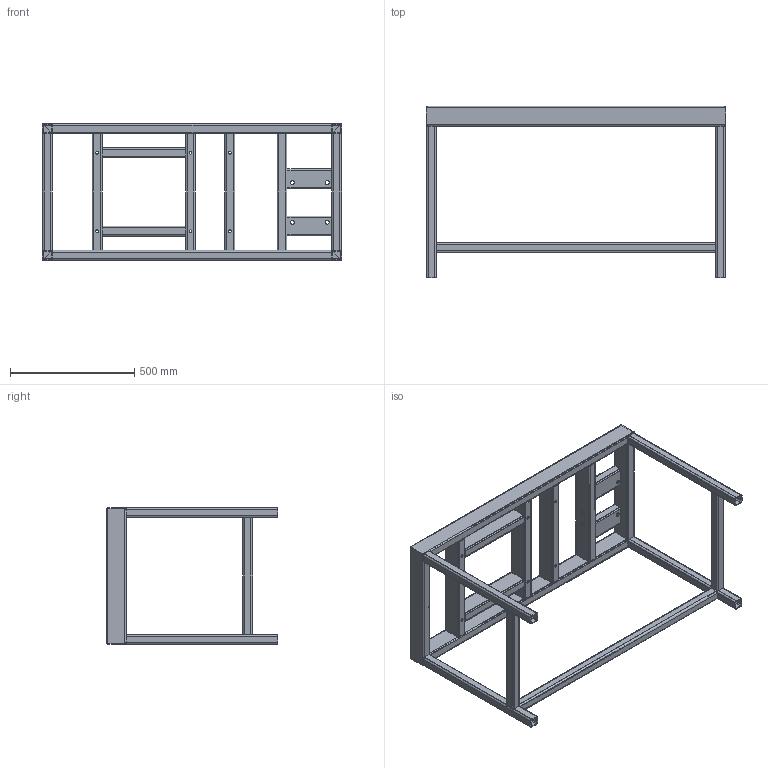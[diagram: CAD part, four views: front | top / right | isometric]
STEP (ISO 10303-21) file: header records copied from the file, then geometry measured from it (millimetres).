
FILE_DESCRIPTION (( 'STEP AP203' ), '1' );
FILE_NAME ('SHRPRO-V1 1410.01-A Frame.step', '2019-12-23T20:16:45', ( '' ), ( '' ), 'SwSTEP 2.0', 'SolidWorks 2018', '' );
FILE_SCHEMA (( 'CONFIG_CONTROL_DESIGN' ));
Length unit declared in the file: millimetre
Products named in the file (1): SHRPRO-V1 1410.01-A Frame
Bounding box: 1205 x 690 x 550 mm (x, y, z)
Volume: 6536272.7 mm3; surface area: 3984675.6 mm2
Topology: 19 solids, 19 shells, 390 faces, 1056 edges, 704 vertices
Faces by surface type: cylinder 200, plane 190
Entity records: 12549 total; most frequent: CARTESIAN_POINT 2343, ORIENTED_EDGE 2112, DIRECTION 2110, EDGE_CURVE 1056, AXIS2_PLACEMENT_3D 727, VERTEX_POINT 704, LINE 656, VECTOR 656
